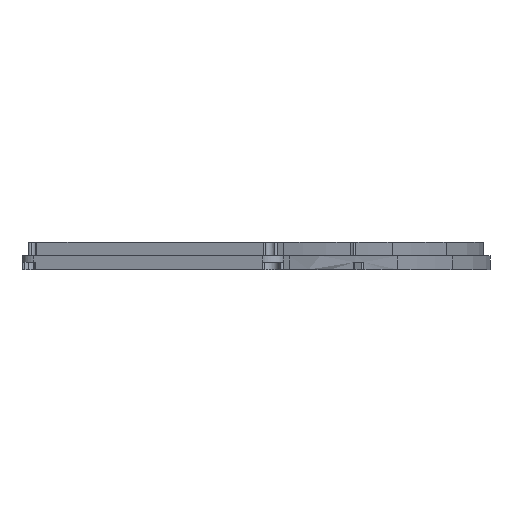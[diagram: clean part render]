
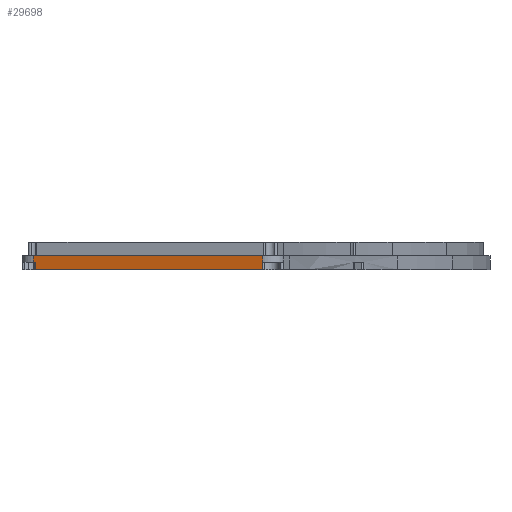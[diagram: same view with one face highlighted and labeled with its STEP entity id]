
A CAD part, left-side view. The second image highlights one B-rep face of the part: STEP entity #29698.
In plain terms, the highlighted planar face has unit normal (-0.951, 0.309, 0).
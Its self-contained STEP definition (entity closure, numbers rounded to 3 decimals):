
#395=PLANE('',#32385);
#2268=FACE_OUTER_BOUND('',#3895,.T.);
#3895=EDGE_LOOP('',(#24352,#24353,#24354,#24355,#24356,#24357,#24358,#24359));
#4869=LINE('',#43184,#7805);
#5575=LINE('',#46097,#8511);
#6426=LINE('',#48685,#9362);
#6434=LINE('',#48705,#9370);
#6435=LINE('',#48708,#9371);
#6436=LINE('',#48709,#9372);
#6437=LINE('',#48711,#9373);
#6438=LINE('',#48712,#9374);
#7805=VECTOR('',#33884,10.);
#8511=VECTOR('',#36132,10.);
#9362=VECTOR('',#38843,0.4);
#9370=VECTOR('',#38863,0.4);
#9371=VECTOR('',#38866,10.);
#9372=VECTOR('',#38867,10.);
#9373=VECTOR('',#38868,10.);
#9374=VECTOR('',#38869,10.);
#12365=VERTEX_POINT('',#43181);
#12366=VERTEX_POINT('',#43183);
#13801=VERTEX_POINT('',#46094);
#13802=VERTEX_POINT('',#46096);
#14449=VERTEX_POINT('',#48683);
#14454=VERTEX_POINT('',#48701);
#14456=VERTEX_POINT('',#48707);
#14457=VERTEX_POINT('',#48710);
#15405=EDGE_CURVE('',#12366,#12365,#4869,.T.);
#16858=EDGE_CURVE('',#13802,#13801,#5575,.T.);
#18077=EDGE_CURVE('',#14449,#12365,#6426,.T.);
#18087=EDGE_CURVE('',#12366,#14454,#6434,.T.);
#18088=EDGE_CURVE('',#14456,#14449,#6435,.T.);
#18089=EDGE_CURVE('',#13802,#14456,#6436,.T.);
#18090=EDGE_CURVE('',#13801,#14457,#6437,.T.);
#18091=EDGE_CURVE('',#14454,#14457,#6438,.T.);
#24352=ORIENTED_EDGE('',*,*,#18088,.F.);
#24353=ORIENTED_EDGE('',*,*,#18089,.F.);
#24354=ORIENTED_EDGE('',*,*,#16858,.T.);
#24355=ORIENTED_EDGE('',*,*,#18090,.T.);
#24356=ORIENTED_EDGE('',*,*,#18091,.F.);
#24357=ORIENTED_EDGE('',*,*,#18087,.F.);
#24358=ORIENTED_EDGE('',*,*,#15405,.T.);
#24359=ORIENTED_EDGE('',*,*,#18077,.F.);
#29698=ADVANCED_FACE('',(#2268),#395,.T.);
#32385=AXIS2_PLACEMENT_3D('',#48706,#38864,#38865);
#33884=DIRECTION('',(-0.309,-0.951,0.));
#36132=DIRECTION('',(0.309,0.951,0.));
#38843=DIRECTION('',(0.,0.,-1.));
#38863=DIRECTION('',(0.,0.,1.));
#38864=DIRECTION('center_axis',(-0.951,0.309,0.));
#38865=DIRECTION('ref_axis',(0.309,0.951,0.));
#38866=DIRECTION('',(0.309,0.951,0.));
#38867=DIRECTION('',(0.,0.,-1.));
#38868=DIRECTION('',(0.,0.,-1.));
#38869=DIRECTION('',(0.309,0.951,0.));
#43181=CARTESIAN_POINT('',(-134.092,-0.878,-7.6));
#43183=CARTESIAN_POINT('',(-116.723,52.583,-7.6));
#43184=CARTESIAN_POINT('',(-130.695,9.579,-7.6));
#46094=CARTESIAN_POINT('',(-116.582,53.015,-4.35));
#46096=CARTESIAN_POINT('',(-134.118,-0.959,-4.35));
#46097=CARTESIAN_POINT('',(-134.118,-0.959,-4.35));
#48683=CARTESIAN_POINT('',(-134.092,-0.878,-5.85));
#48685=CARTESIAN_POINT('',(-134.092,-0.878,-4.35));
#48701=CARTESIAN_POINT('',(-116.723,52.583,-5.85));
#48705=CARTESIAN_POINT('',(-116.723,52.583,-4.35));
#48706=CARTESIAN_POINT('Origin',(-134.118,-0.959,-4.35));
#48707=CARTESIAN_POINT('',(-134.118,-0.959,-5.85));
#48708=CARTESIAN_POINT('',(-134.327,-1.603,-5.85));
#48709=CARTESIAN_POINT('',(-134.118,-0.959,-4.35));
#48710=CARTESIAN_POINT('',(-116.582,53.015,-5.85));
#48711=CARTESIAN_POINT('',(-116.582,53.015,-4.35));
#48712=CARTESIAN_POINT('',(-125.189,26.525,-5.85));
